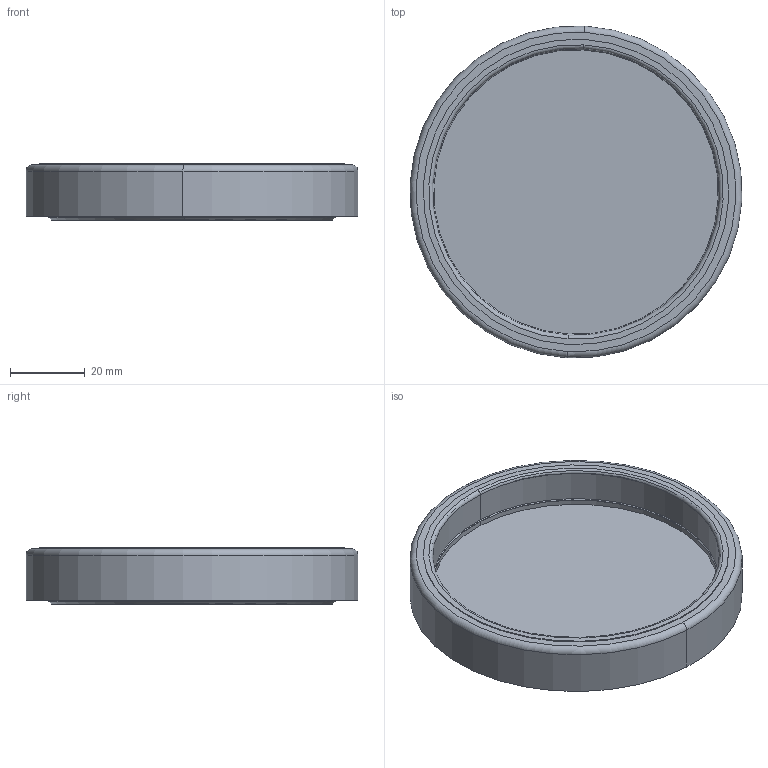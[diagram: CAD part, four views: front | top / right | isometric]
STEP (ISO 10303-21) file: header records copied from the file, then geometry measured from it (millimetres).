
FILE_DESCRIPTION (( 'STEP AP203' ), '1' );
FILE_NAME ('A1679-1-W.STEP', '2011-10-03T14:38:49', ( '' ), ( '' ), 'SwSTEP 2.0', 'SolidWorks 2011', '' );
FILE_SCHEMA (( 'CONFIG_CONTROL_DESIGN' ));
Length unit declared in the file: inch
Products named in the file (1): A1679-1-W
Bounding box: 88.77 x 88.77 x 15.02 mm (x, y, z)
Volume: 19838.7 mm3; surface area: 25929.5 mm2
Topology: 1 solids, 1 shells, 42 faces, 82 edges, 46 vertices
Faces by surface type: cylinder 18, cone 10, torus 8, plane 6
Entity records: 1151 total; most frequent: DIRECTION 222, CARTESIAN_POINT 171, ORIENTED_EDGE 164, AXIS2_PLACEMENT_3D 97, EDGE_CURVE 82, CIRCLE 54, VERTEX_POINT 46, EDGE_LOOP 46
